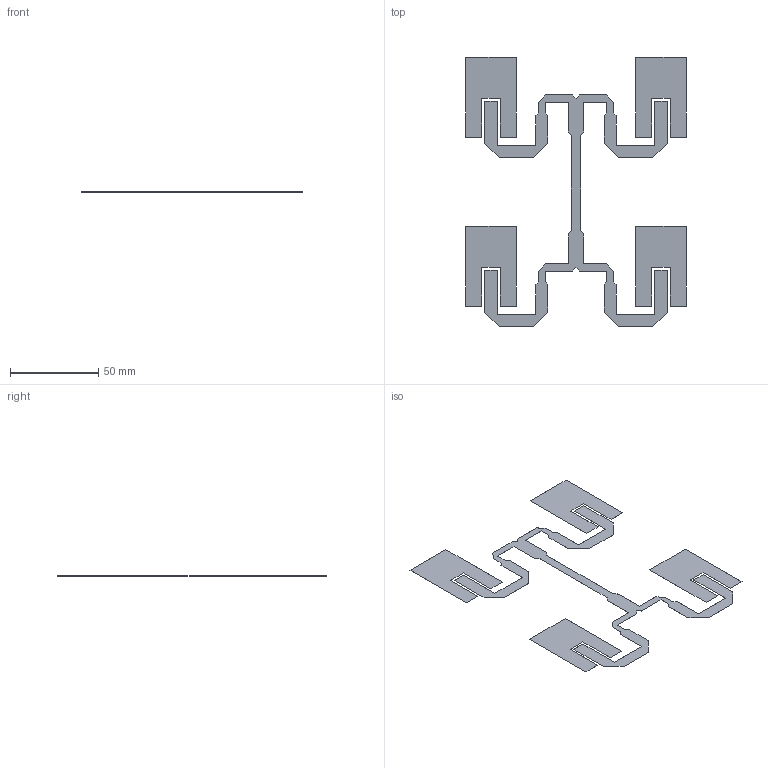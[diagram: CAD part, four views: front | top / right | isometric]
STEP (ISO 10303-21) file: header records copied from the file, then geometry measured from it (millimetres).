
FILE_DESCRIPTION(('STEP AP214'),'1');
FILE_NAME('1.stp','2019-02-23T21:18:06',('rOnan'),(' '),'Spatial InterOp 3D','CST ACIS InterOp Converter 2016',' ');
FILE_SCHEMA(('automotive_design'));
Length unit declared in the file: millimetre
Products named in the file (5): default|Feed; default|Patch_4_; default|Patch_3_; default|Patch_1_; default|Patch_2_
Bounding box: 125.08 x 152.55 x 0.02 mm (x, y, z)
Volume: 130.5 mm3; surface area: 14527.3 mm2
Topology: 5 solids, 5 shells, 120 faces, 330 edges, 220 vertices
Faces by surface type: plane 120
Entity records: 4811 total; most frequent: CARTESIAN_POINT 675, ORIENTED_EDGE 660, DIRECTION 580, EDGE_CURVE 330, LINE 330, VECTOR 330, VERTEX_POINT 220, STYLED_ITEM 125
